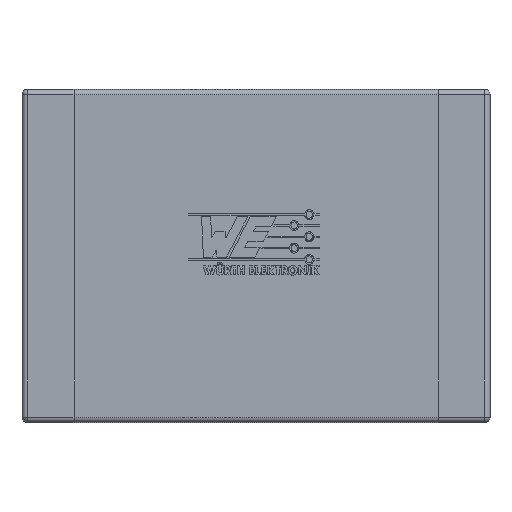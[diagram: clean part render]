
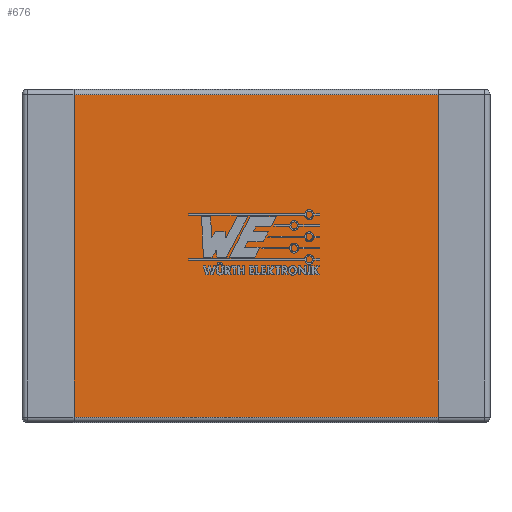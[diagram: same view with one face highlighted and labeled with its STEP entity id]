
A CAD part, top view. The second image highlights one B-rep face of the part: STEP entity #676.
In plain terms, the highlighted planar face has unit normal (0, 0, 1).
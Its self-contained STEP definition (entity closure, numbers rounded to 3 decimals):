
#487=VERTEX_POINT('NONE',#488);
#488=CARTESIAN_POINT('',(1.75,1.55,1.7));
#495=EDGE_CURVE('NONE',#487,#496,#498,.F.);
#496=VERTEX_POINT('NONE',#497);
#497=CARTESIAN_POINT('',(1.75,-1.55,1.7));
#498=LINE('',#499,#500);
#499=CARTESIAN_POINT('',(1.75,0.,1.7));
#500=VECTOR('',#501,1.0);
#501=DIRECTION('',(0.,1.0,0.0));
#561=VERTEX_POINT('NONE',#562);
#562=CARTESIAN_POINT('',(-1.75,1.55,1.7));
#614=VERTEX_POINT('NONE',#615);
#615=CARTESIAN_POINT('',(-1.75,-1.55,1.7));
#622=EDGE_CURVE('NONE',#614,#561,#623,.T.);
#623=LINE('',#624,#625);
#624=CARTESIAN_POINT('',(-1.75,0.,1.7));
#625=VECTOR('',#626,1.0);
#626=DIRECTION('',(0.,1.0,0.0));
#644=EDGE_CURVE('NONE',#561,#487,#645,.F.);
#645=LINE('',#646,#647);
#646=CARTESIAN_POINT('',(0.0,1.55,1.7));
#647=VECTOR('',#648,1.0);
#648=DIRECTION('',(-1.0,0.0,0.0));
#659=EDGE_CURVE('NONE',#496,#614,#660,.F.);
#660=LINE('',#661,#662);
#661=CARTESIAN_POINT('',(0.0,-1.55,1.7));
#662=VECTOR('',#663,1.0);
#663=DIRECTION('',(1.0,0.0,0.0));
#676=ADVANCED_FACE('NONE',(#677),#683,.F.);
#677=FACE_BOUND('NONE',#678,.T.);
#678=EDGE_LOOP('',(#679,#680,#681,#682));
#679=ORIENTED_EDGE('',*,*,#659,.F.);
#680=ORIENTED_EDGE('',*,*,#495,.F.);
#681=ORIENTED_EDGE('',*,*,#644,.F.);
#682=ORIENTED_EDGE('',*,*,#622,.F.);
#683=PLANE('',#684);
#684=AXIS2_PLACEMENT_3D('',#685,#686,#687);
#685=CARTESIAN_POINT('',(0.0,0.0,1.7));
#686=DIRECTION('',(0.0,0.0,-1.0));
#687=DIRECTION('',(-1.0,0.0,0.0));
